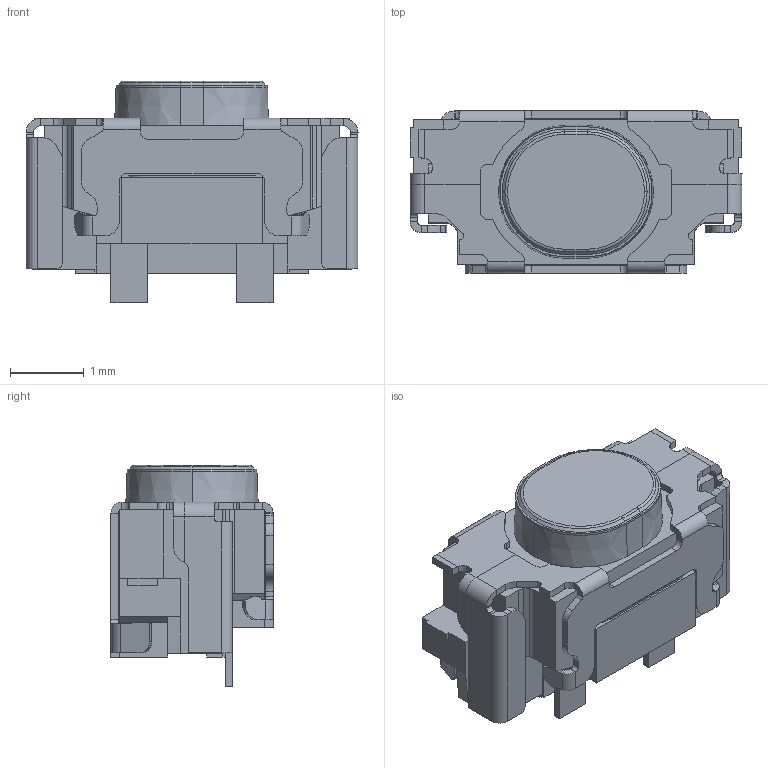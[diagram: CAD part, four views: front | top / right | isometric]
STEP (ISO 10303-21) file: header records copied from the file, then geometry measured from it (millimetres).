
FILE_DESCRIPTION (( 'STEP AP214' ), '1' );
FILE_NAME ('SKSLLAE010.STEP', '2011-05-11T07:02:23', ( '' ), ( '' ), 'SwSTEP 2.0', 'SolidWorks 2007', '' );
FILE_SCHEMA (( 'AUTOMOTIVE_DESIGN' ));
Length unit declared in the file: millimetre
Products named in the file (1): SKSLLAE010
Bounding box: 4.5 x 2.22 x 3 mm (x, y, z)
Volume: 16.5 mm3; surface area: 73.7 mm2
Topology: 1 solids, 1 shells, 397 faces, 1080 edges, 679 vertices
Faces by surface type: plane 266, cylinder 120, cone 6, torus 3, bspline 2
Entity records: 12395 total; most frequent: CARTESIAN_POINT 2215, ORIENTED_EDGE 2160, DIRECTION 2102, EDGE_CURVE 1080, VECTOR 818, LINE 818, VERTEX_POINT 679, AXIS2_PLACEMENT_3D 642
